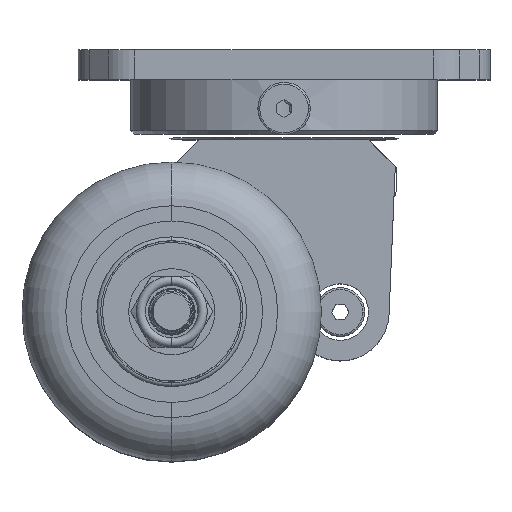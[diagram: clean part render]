
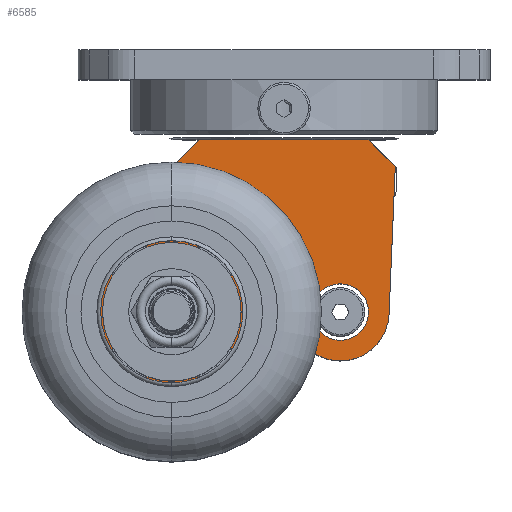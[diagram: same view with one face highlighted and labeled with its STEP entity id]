
A CAD part, top view. The second image highlights one B-rep face of the part: STEP entity #6585.
In plain terms, the highlighted planar face has unit normal (0, 0, 1).
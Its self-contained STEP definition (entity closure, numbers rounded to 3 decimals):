
#5759=CARTESIAN_POINT('',(-17.5,-85.,14.));
#5760=DIRECTION('',(0.,0.,1.));
#5761=DIRECTION('',(1.,0.,0.));
#5762=AXIS2_PLACEMENT_3D('',#5759,#5760,#5761);
#5764=CARTESIAN_POINT('',(-17.5,-85.,14.));
#5765=DIRECTION('',(0.,0.,1.));
#5766=DIRECTION('',(-1.,0.,0.));
#5767=AXIS2_PLACEMENT_3D('',#5764,#5765,#5766);
#5769=CARTESIAN_POINT('',(-42.5,-85.,14.));
#5770=DIRECTION('',(0.,0.,1.));
#5771=DIRECTION('',(1.,0.,0.));
#5772=AXIS2_PLACEMENT_3D('',#5769,#5770,#5771);
#5774=CARTESIAN_POINT('',(-42.5,-85.,14.));
#5775=DIRECTION('',(0.,0.,1.));
#5776=DIRECTION('',(-1.,0.,0.));
#5777=AXIS2_PLACEMENT_3D('',#5774,#5775,#5776);
#5779=CARTESIAN_POINT('',(-42.5,-55.,14.));
#5780=DIRECTION('',(0.,0.,1.));
#5781=DIRECTION('',(1.,0.,0.));
#5782=AXIS2_PLACEMENT_3D('',#5779,#5780,#5781);
#5784=CARTESIAN_POINT('',(-42.5,-55.,14.));
#5785=DIRECTION('',(0.,0.,1.));
#5786=DIRECTION('',(-1.,0.,0.));
#5787=AXIS2_PLACEMENT_3D('',#5784,#5785,#5786);
#5789=CARTESIAN_POINT('',(-17.5,-55.,14.));
#5790=DIRECTION('',(0.,0.,1.));
#5791=DIRECTION('',(1.,0.,0.));
#5792=AXIS2_PLACEMENT_3D('',#5789,#5790,#5791);
#5794=CARTESIAN_POINT('',(-17.5,-55.,14.));
#5795=DIRECTION('',(0.,0.,1.));
#5796=DIRECTION('',(-1.,0.,0.));
#5797=AXIS2_PLACEMENT_3D('',#5794,#5795,#5796);
#5799=CARTESIAN_POINT('',(-30.,-70.,14.));
#5800=DIRECTION('',(0.,0.,1.));
#5801=DIRECTION('',(0.864,0.504,0.));
#5802=AXIS2_PLACEMENT_3D('',#5799,#5800,#5801);
#5804=DIRECTION('',(0.,-1.,0.));
#5805=VECTOR('',#5804,12.387);
#5806=CARTESIAN_POINT('',(-40.612,-63.807,14.));
#5807=LINE('',#5806,#5805);
#5808=CARTESIAN_POINT('',(-30.,-70.,14.));
#5809=DIRECTION('',(0.,0.,1.));
#5810=DIRECTION('',(-0.864,-0.504,0.));
#5811=AXIS2_PLACEMENT_3D('',#5808,#5809,#5810);
#5813=DIRECTION('',(0.,1.,0.));
#5814=VECTOR('',#5813,12.387);
#5815=CARTESIAN_POINT('',(-19.388,-76.193,14.));
#5816=LINE('',#5815,#5814);
#5817=CARTESIAN_POINT('',(15.,-70.,14.));
#5818=DIRECTION('',(0.,0.,1.));
#5819=DIRECTION('',(-0.882,-0.471,0.));
#5820=AXIS2_PLACEMENT_3D('',#5817,#5818,#5819);
#5822=DIRECTION('',(-0.5,-0.866,0.));
#5823=VECTOR('',#5822,15.906);
#5824=CARTESIAN_POINT('',(8.462,-66.225,14.));
#5825=LINE('',#5824,#5823);
#5826=CARTESIAN_POINT('',(-2.956,-78.,14.));
#5827=DIRECTION('',(0.,0.,-1.));
#5828=DIRECTION('',(0.866,-0.5,0.));
#5829=AXIS2_PLACEMENT_3D('',#5826,#5827,#5828);
#5831=DIRECTION('',(-0.786,-0.618,0.));
#5832=VECTOR('',#5831,14.919);
#5833=CARTESIAN_POINT('',(-0.484,-81.145,14.));
#5834=LINE('',#5833,#5832);
#5835=CARTESIAN_POINT('',(-18.393,-82.5,14.));
#5836=DIRECTION('',(0.,0.,-1.));
#5837=DIRECTION('',(0.618,-0.786,0.));
#5838=AXIS2_PLACEMENT_3D('',#5835,#5836,#5837);
#5840=DIRECTION('',(-1.,0.,0.));
#5841=VECTOR('',#5840,23.129);
#5842=CARTESIAN_POINT('',(-18.393,-92.5,14.));
#5843=LINE('',#5842,#5841);
#5844=CARTESIAN_POINT('',(-41.522,-82.5,14.));
#5845=DIRECTION('',(0.,0.,-1.));
#5846=DIRECTION('',(0.,-1.,0.));
#5847=AXIS2_PLACEMENT_3D('',#5844,#5845,#5846);
#5849=CARTESIAN_POINT('',(-30.,-70.,14.));
#5850=DIRECTION('',(0.,0.,-1.));
#5851=DIRECTION('',(-0.678,-0.735,0.));
#5852=AXIS2_PLACEMENT_3D('',#5849,#5850,#5851);
#5854=DIRECTION('',(0.587,0.81,0.));
#5855=VECTOR('',#5854,3.559);
#5856=CARTESIAN_POINT('',(-51.86,-54.152,14.));
#5857=LINE('',#5856,#5855);
#5858=DIRECTION('',(0.707,0.707,0.));
#5859=VECTOR('',#5858,38.567);
#5860=CARTESIAN_POINT('',(-49.771,-51.271,14.));
#5861=LINE('',#5860,#5859);
#5862=DIRECTION('',(1.,0.,0.));
#5863=VECTOR('',#5862,45.);
#5864=CARTESIAN_POINT('',(-22.5,-24.,14.));
#5865=LINE('',#5864,#5863);
#5866=DIRECTION('',(0.707,-0.707,0.));
#5867=VECTOR('',#5866,10.178);
#5868=CARTESIAN_POINT('',(22.5,-24.,14.));
#5869=LINE('',#5868,#5867);
#5870=DIRECTION('',(-0.042,-0.999,0.));
#5871=VECTOR('',#5870,39.388);
#5872=CARTESIAN_POINT('',(29.697,-31.197,14.));
#5873=LINE('',#5872,#5871);
#5874=CARTESIAN_POINT('',(15.,-70.,14.));
#5875=DIRECTION('',(0.,0.,-1.));
#5876=DIRECTION('',(0.999,-0.042,0.));
#5877=AXIS2_PLACEMENT_3D('',#5874,#5875,#5876);
#5879=CARTESIAN_POINT('',(8.772,-77.887,14.));
#5880=DIRECTION('',(0.,0.,1.));
#5881=DIRECTION('',(-0.866,0.5,0.));
#5882=AXIS2_PLACEMENT_3D('',#5879,#5880,#5881);
#5884=DIRECTION('',(0.5,0.866,0.));
#5885=VECTOR('',#5884,3.282);
#5886=CARTESIAN_POINT('',(6.174,-76.387,14.));
#5887=LINE('',#5886,#5885);
#5888=CARTESIAN_POINT('',(8.074,-73.696,14.));
#5889=DIRECTION('',(0.,0.,-1.));
#5890=DIRECTION('',(-0.866,0.5,0.));
#5891=AXIS2_PLACEMENT_3D('',#5888,#5889,#5890);
#6066=CARTESIAN_POINT('',(-51.86,-54.152,14.));
#6068=VERTEX_POINT('',#6066);
#6085=CARTESIAN_POINT('',(-23.75,-55.,14.));
#6086=CARTESIAN_POINT('',(-11.25,-55.,14.));
#6087=VERTEX_POINT('',#6085);
#6088=VERTEX_POINT('',#6086);
#6089=CARTESIAN_POINT('',(-48.75,-55.,14.));
#6090=CARTESIAN_POINT('',(-36.25,-55.,14.));
#6091=VERTEX_POINT('',#6089);
#6092=VERTEX_POINT('',#6090);
#6093=CARTESIAN_POINT('',(-48.75,-85.,14.));
#6094=CARTESIAN_POINT('',(-36.25,-85.,14.));
#6095=VERTEX_POINT('',#6093);
#6096=VERTEX_POINT('',#6094);
#6097=CARTESIAN_POINT('',(-23.75,-85.,14.));
#6098=CARTESIAN_POINT('',(-11.25,-85.,14.));
#6099=VERTEX_POINT('',#6097);
#6100=VERTEX_POINT('',#6098);
#6113=CARTESIAN_POINT('',(8.339,-73.554,14.));
#6114=CARTESIAN_POINT('',(8.462,-66.225,14.));
#6115=VERTEX_POINT('',#6113);
#6116=VERTEX_POINT('',#6114);
#6141=CARTESIAN_POINT('',(-19.388,-63.807,14.));
#6142=CARTESIAN_POINT('',(-40.612,-63.807,14.));
#6143=VERTEX_POINT('',#6141);
#6144=VERTEX_POINT('',#6142);
#6145=CARTESIAN_POINT('',(-40.612,-76.193,14.));
#6146=VERTEX_POINT('',#6145);
#6147=CARTESIAN_POINT('',(-19.388,-76.193,14.));
#6148=VERTEX_POINT('',#6147);
#6165=CARTESIAN_POINT('',(-49.771,-51.271,14.));
#6166=VERTEX_POINT('',#6165);
#6167=CARTESIAN_POINT('',(-22.5,-24.,14.));
#6168=VERTEX_POINT('',#6167);
#6171=CARTESIAN_POINT('',(22.5,-24.,14.));
#6172=VERTEX_POINT('',#6171);
#6189=CARTESIAN_POINT('',(0.509,-80.,14.));
#6190=VERTEX_POINT('',#6189);
#6191=CARTESIAN_POINT('',(-0.484,-81.145,14.));
#6192=VERTEX_POINT('',#6191);
#6194=CARTESIAN_POINT('',(28.038,-70.549,14.));
#6196=VERTEX_POINT('',#6194);
#6205=CARTESIAN_POINT('',(6.174,-76.387,14.));
#6206=CARTESIAN_POINT('',(6.913,-80.242,14.));
#6207=VERTEX_POINT('',#6205);
#6208=VERTEX_POINT('',#6206);
#6217=CARTESIAN_POINT('',(7.815,-73.546,14.));
#6218=VERTEX_POINT('',#6217);
#6245=CARTESIAN_POINT('',(-12.215,-90.363,14.));
#6246=VERTEX_POINT('',#6245);
#6247=CARTESIAN_POINT('',(-18.393,-92.5,14.));
#6248=VERTEX_POINT('',#6247);
#6253=CARTESIAN_POINT('',(-41.522,-92.5,14.));
#6254=VERTEX_POINT('',#6253);
#6255=CARTESIAN_POINT('',(-48.299,-89.853,14.));
#6256=VERTEX_POINT('',#6255);
#6259=CARTESIAN_POINT('',(29.697,-31.197,14.));
#6260=VERTEX_POINT('',#6259);
#6510=CARTESIAN_POINT('',(0.,-24.,14.));
#6511=DIRECTION('',(0.,0.,-1.));
#6512=DIRECTION('',(-1.,0.,0.));
#6513=AXIS2_PLACEMENT_3D('',#6510,#6511,#6512);
#6514=PLANE('',#6513);
#6516=ORIENTED_EDGE('',*,*,#6515,.T.);
#6518=ORIENTED_EDGE('',*,*,#6517,.T.);
#6520=ORIENTED_EDGE('',*,*,#6519,.T.);
#6522=ORIENTED_EDGE('',*,*,#6521,.T.);
#6524=ORIENTED_EDGE('',*,*,#6523,.T.);
#6526=ORIENTED_EDGE('',*,*,#6525,.T.);
#6528=ORIENTED_EDGE('',*,*,#6527,.T.);
#6530=ORIENTED_EDGE('',*,*,#6529,.T.);
#6532=ORIENTED_EDGE('',*,*,#6531,.T.);
#6534=ORIENTED_EDGE('',*,*,#6533,.T.);
#6536=ORIENTED_EDGE('',*,*,#6535,.T.);
#6538=ORIENTED_EDGE('',*,*,#6537,.T.);
#6540=ORIENTED_EDGE('',*,*,#6539,.T.);
#6542=ORIENTED_EDGE('',*,*,#6541,.T.);
#6544=ORIENTED_EDGE('',*,*,#6543,.F.);
#6546=ORIENTED_EDGE('',*,*,#6545,.T.);
#6548=ORIENTED_EDGE('',*,*,#6547,.T.);
#6549=EDGE_LOOP('',(#6516,#6518,#6520,#6522,#6524,#6526,#6528,#6530,#6532,#6534,
#6536,#6538,#6540,#6542,#6544,#6546,#6548));
#6550=FACE_OUTER_BOUND('',#6549,.F.);
#6552=ORIENTED_EDGE('',*,*,#6551,.T.);
#6554=ORIENTED_EDGE('',*,*,#6553,.T.);
#6555=EDGE_LOOP('',(#6552,#6554));
#6556=FACE_BOUND('',#6555,.F.);
#6558=ORIENTED_EDGE('',*,*,#6557,.T.);
#6560=ORIENTED_EDGE('',*,*,#6559,.T.);
#6561=EDGE_LOOP('',(#6558,#6560));
#6562=FACE_BOUND('',#6561,.F.);
#6564=ORIENTED_EDGE('',*,*,#6563,.T.);
#6566=ORIENTED_EDGE('',*,*,#6565,.T.);
#6567=EDGE_LOOP('',(#6564,#6566));
#6568=FACE_BOUND('',#6567,.F.);
#6570=ORIENTED_EDGE('',*,*,#6569,.T.);
#6572=ORIENTED_EDGE('',*,*,#6571,.T.);
#6574=ORIENTED_EDGE('',*,*,#6573,.T.);
#6576=ORIENTED_EDGE('',*,*,#6575,.T.);
#6577=EDGE_LOOP('',(#6570,#6572,#6574,#6576));
#6578=FACE_BOUND('',#6577,.F.);
#6580=ORIENTED_EDGE('',*,*,#6579,.T.);
#6582=ORIENTED_EDGE('',*,*,#6581,.T.);
#6583=EDGE_LOOP('',(#6580,#6582));
#6584=FACE_BOUND('',#6583,.F.);
#5763=CIRCLE('',#5762,6.25);
#5768=CIRCLE('',#5767,6.25);
#5773=CIRCLE('',#5772,6.25);
#5778=CIRCLE('',#5777,6.25);
#5783=CIRCLE('',#5782,6.25);
#5788=CIRCLE('',#5787,6.25);
#5793=CIRCLE('',#5792,6.25);
#5798=CIRCLE('',#5797,6.25);
#5803=CIRCLE('',#5802,12.287);
#5812=CIRCLE('',#5811,12.287);
#5821=CIRCLE('',#5820,7.55);
#5830=CIRCLE('',#5829,4.);
#5839=CIRCLE('',#5838,10.);
#5848=CIRCLE('',#5847,10.);
#5853=CIRCLE('',#5852,27.);
#5878=CIRCLE('',#5877,13.05);
#5883=CIRCLE('',#5882,3.);
#5892=CIRCLE('',#5891,0.3);
#6515=EDGE_CURVE('',#6115,#6116,#5821,.T.);
#6517=EDGE_CURVE('',#6116,#6190,#5825,.T.);
#6519=EDGE_CURVE('',#6190,#6192,#5830,.T.);
#6521=EDGE_CURVE('',#6192,#6246,#5834,.T.);
#6523=EDGE_CURVE('',#6246,#6248,#5839,.T.);
#6525=EDGE_CURVE('',#6248,#6254,#5843,.T.);
#6527=EDGE_CURVE('',#6254,#6256,#5848,.T.);
#6529=EDGE_CURVE('',#6256,#6068,#5853,.T.);
#6531=EDGE_CURVE('',#6068,#6166,#5857,.T.);
#6533=EDGE_CURVE('',#6166,#6168,#5861,.T.);
#6535=EDGE_CURVE('',#6168,#6172,#5865,.T.);
#6537=EDGE_CURVE('',#6172,#6260,#5869,.T.);
#6539=EDGE_CURVE('',#6260,#6196,#5873,.T.);
#6541=EDGE_CURVE('',#6196,#6208,#5878,.T.);
#6543=EDGE_CURVE('',#6207,#6208,#5883,.T.);
#6545=EDGE_CURVE('',#6207,#6218,#5887,.T.);
#6547=EDGE_CURVE('',#6218,#6115,#5892,.T.);
#6551=EDGE_CURVE('',#6096,#6095,#5773,.T.);
#6553=EDGE_CURVE('',#6095,#6096,#5778,.T.);
#6557=EDGE_CURVE('',#6092,#6091,#5783,.T.);
#6559=EDGE_CURVE('',#6091,#6092,#5788,.T.);
#6563=EDGE_CURVE('',#6088,#6087,#5793,.T.);
#6565=EDGE_CURVE('',#6087,#6088,#5798,.T.);
#6569=EDGE_CURVE('',#6143,#6144,#5803,.T.);
#6571=EDGE_CURVE('',#6144,#6146,#5807,.T.);
#6573=EDGE_CURVE('',#6146,#6148,#5812,.T.);
#6575=EDGE_CURVE('',#6148,#6143,#5816,.T.);
#6579=EDGE_CURVE('',#6100,#6099,#5763,.T.);
#6581=EDGE_CURVE('',#6099,#6100,#5768,.T.);
#6585=ADVANCED_FACE('',(#6550,#6556,#6562,#6568,#6578,#6584),#6514,.F.);
